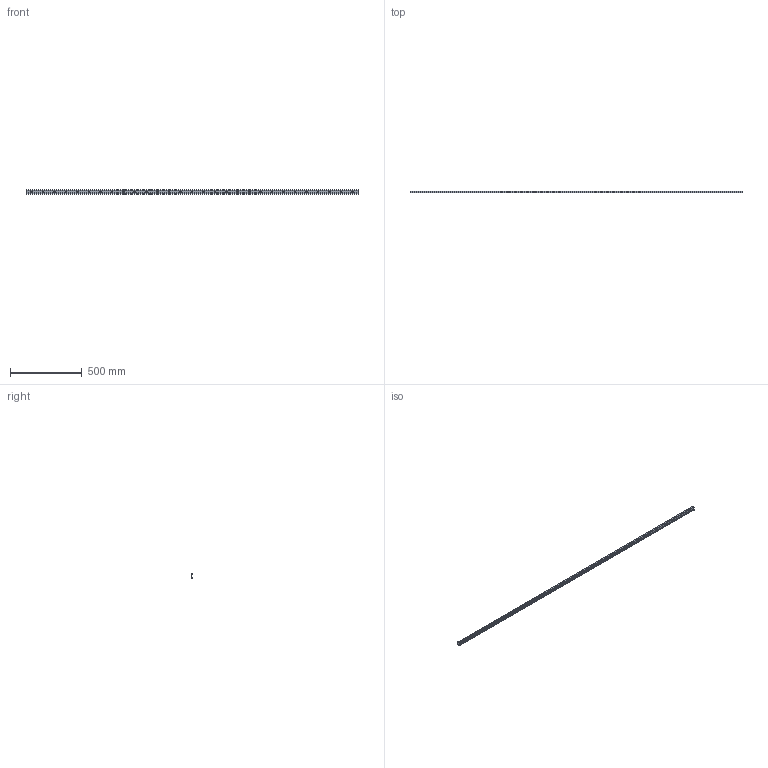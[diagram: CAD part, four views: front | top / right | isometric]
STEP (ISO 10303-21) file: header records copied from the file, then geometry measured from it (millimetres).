
FILE_DESCRIPTION((''),'2;1');
FILE_NAME('LCX 28H-2320.V.stp','2016-04-28T13:37:20',('MRathmann'),(''),'Autodesk Inventor 2012','Autodesk Inventor 2012','');
FILE_SCHEMA(('CONFIG_CONTROL_DESIGN'));
Length unit declared in the file: millimetre
Products named in the file (1): LCX 28H-2320.V
Bounding box: 2320 x 12.3 x 28 mm (x, y, z)
Volume: 377020.5 mm3; surface area: 223592.4 mm2
Topology: 1 solids, 1 shells, 82 faces, 211 edges, 131 vertices
Faces by surface type: cylinder 40, cone 29, plane 13
Full cylindrical faces by diameter (mm): 5.5 x29
Entity records: 2364 total; most frequent: DIRECTION 428, CARTESIAN_POINT 367, ORIENTED_EDGE 306, EDGE_LOOP 198, AXIS2_PLACEMENT_3D 192, EDGE_CURVE 153, VERTEX_POINT 131, FACE_BOUND 116
